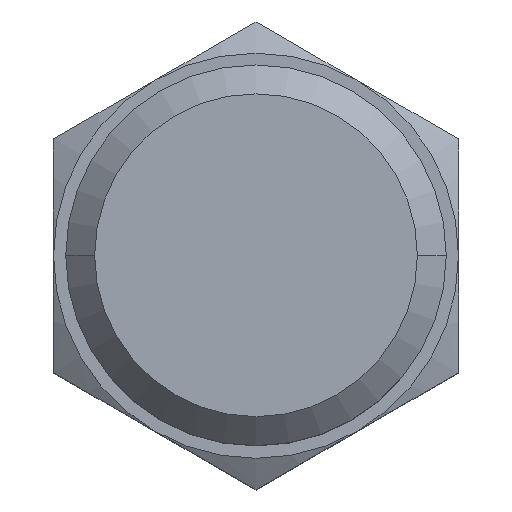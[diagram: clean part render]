
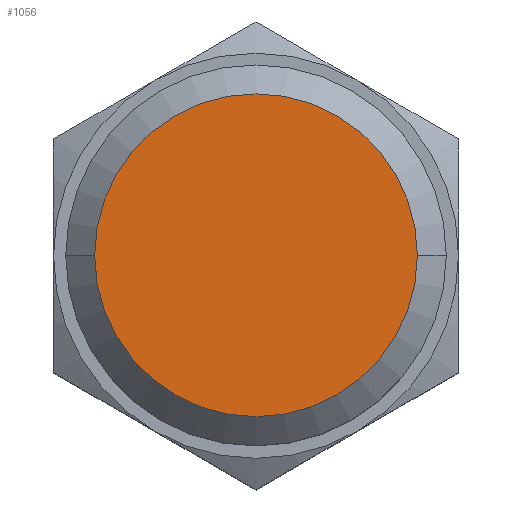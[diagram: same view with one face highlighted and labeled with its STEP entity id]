
A CAD part, top view. The second image highlights one B-rep face of the part: STEP entity #1056.
In plain terms, the highlighted planar face has unit normal (0, 0, 1).
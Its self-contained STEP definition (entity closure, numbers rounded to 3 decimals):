
#58 = CARTESIAN_POINT ( 'NONE',  ( 0., 0., 30. ) ) ;
#89 = DIRECTION ( 'NONE',  ( 1., 0., 0. ) ) ;
#110 = CIRCLE ( 'NONE', #726, 5.578 ) ;
#317 = ORIENTED_EDGE ( 'NONE', *, *, #501, .T. ) ;
#359 = VERTEX_POINT ( 'NONE', #379 ) ;
#379 = CARTESIAN_POINT ( 'NONE',  ( 5.578, 0., 30. ) ) ;
#396 = FACE_OUTER_BOUND ( 'NONE', #629, .T. ) ;
#476 = PLANE ( 'NONE',  #1011 ) ;
#501 = EDGE_CURVE ( 'NONE', #359, #1063, #1093, .T. ) ;
#509 = CARTESIAN_POINT ( 'NONE',  ( 0., 0., 30. ) ) ;
#577 = DIRECTION ( 'NONE',  ( 1., 0., 0. ) ) ;
#603 = DIRECTION ( 'NONE',  ( 0., 0., 1. ) ) ;
#629 = EDGE_LOOP ( 'NONE', ( #756, #317 ) ) ;
#717 = AXIS2_PLACEMENT_3D ( 'NONE', #1091, #753, #577 ) ;
#726 = AXIS2_PLACEMENT_3D ( 'NONE', #509, #603, #89 ) ;
#739 = DIRECTION ( 'NONE',  ( 0., 0., -1. ) ) ;
#753 = DIRECTION ( 'NONE',  ( 0., 0., 1. ) ) ;
#756 = ORIENTED_EDGE ( 'NONE', *, *, #1062, .T. ) ;
#1011 = AXIS2_PLACEMENT_3D ( 'NONE', #58, #739, #1081 ) ;
#1022 = CARTESIAN_POINT ( 'NONE',  ( -5.578, 0., 30. ) ) ;
#1056 = ADVANCED_FACE ( 'NONE', ( #396 ), #476, .F. ) ;
#1062 = EDGE_CURVE ( 'NONE', #1063, #359, #110, .T. ) ;
#1063 = VERTEX_POINT ( 'NONE', #1022 ) ;
#1081 = DIRECTION ( 'NONE',  ( 0., 1., 0. ) ) ;
#1091 = CARTESIAN_POINT ( 'NONE',  ( 0., 0., 30. ) ) ;
#1093 = CIRCLE ( 'NONE', #717, 5.578 ) ;
